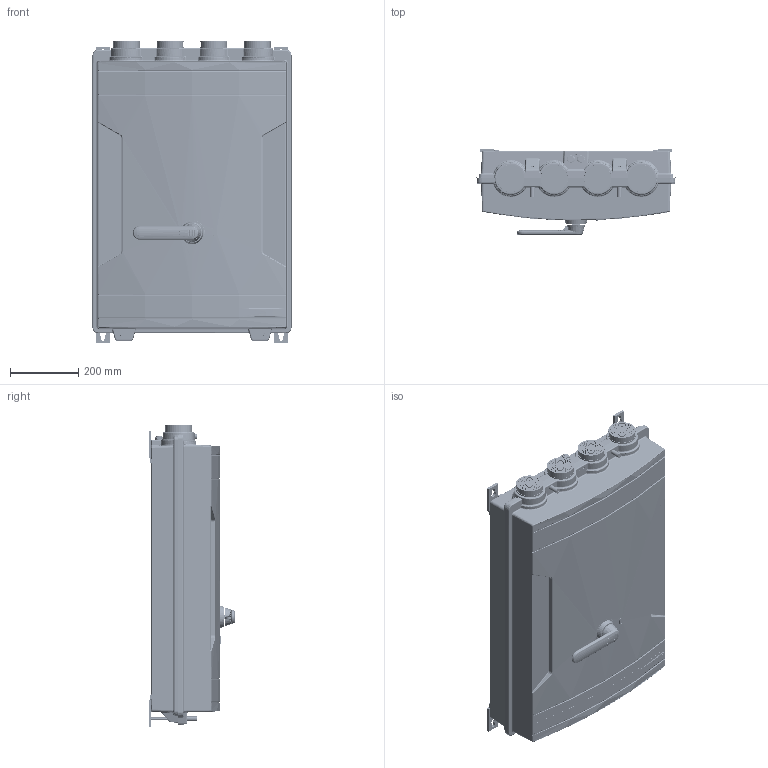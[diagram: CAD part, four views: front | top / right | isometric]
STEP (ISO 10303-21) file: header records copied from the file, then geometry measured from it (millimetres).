
FILE_DESCRIPTION((''),'2;1');
FILE_NAME('2CMR201058_ASM','2015-12-07T',('fitesod1'),(''),'PRO/ENGINEER BY PARAMETRIC TECHNOLOGY CORPORATION, 2014430','PRO/ENGINEER BY PARAMETRIC TECHNOLOGY CORPORATION, 2014430','');
FILE_SCHEMA(('CONFIG_CONTROL_DESIGN'));
Length unit declared in the file: millimetre
Products named in the file (15): 2CMR201055P1001; 2CMR201056P1001; 2CMR201037P1001; 2-009352; 2CMR201139P1001; 4-004144; 2-011349; EADR20; 2-011826; MANIFOLD_SOLID_BREP-11077_M; MANIFOLD_SOLID_BREP-9931_M; _OH_175J_PALIKKA_M; 2CMR201190P1001_ASM; 2CMR201180P1001_IFYLLD; 2CMR201058_ASM
Assembly tree (29 placements, depth 3):
  2CMR201058_ASM
    2CMR201055P1001
    2CMR201056P1001
    2CMR201037P1001  x4
    2-009352  x4
    2CMR201139P1001  x2
    4-004144  x4
    2-011349  x4
    EADR20  x2
    2-011826  x2
    2CMR201190P1001_ASM
      MANIFOLD_SOLID_BREP-11077_M
      MANIFOLD_SOLID_BREP-9931_M
      _OH_175J_PALIKKA_M
    2CMR201180P1001_IFYLLD
Bounding box: 585 x 254.6 x 889.1 mm (x, y, z)
Volume: 10339720.6 mm3; surface area: 3421455.1 mm2
Topology: 186 solids, 216 shells, 6866 faces, 17415 edges, 11144 vertices
Faces by surface type: plane 2133, extrusion 2042, cylinder 1666, bspline 530, cone 235, torus 143, sphere 117
Entity records: 343056 total; most frequent: CARTESIAN_POINT 162147, ORIENTED_EDGE 29998, DIRECTION 20961, PRESENTATION_STYLE_ASSIGNMENT 15307, EDGE_CURVE 15055, STYLED_ITEM 15033, CURVE_STYLE 14824, VERTEX_POINT 9698
